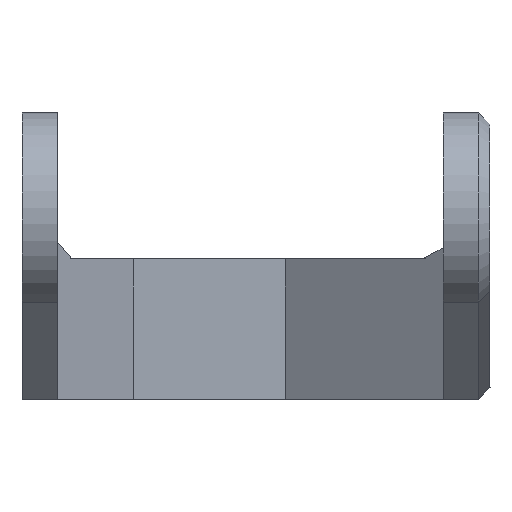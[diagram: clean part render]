
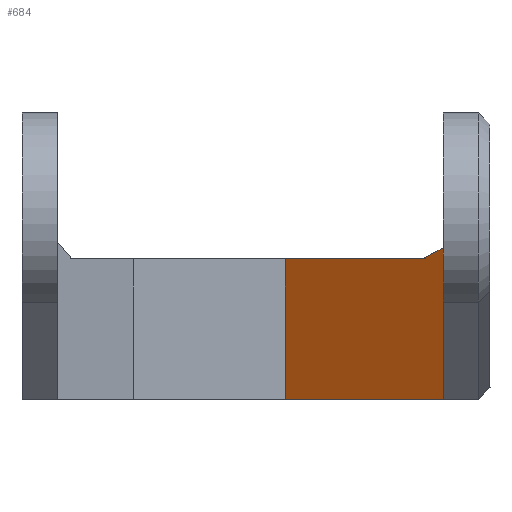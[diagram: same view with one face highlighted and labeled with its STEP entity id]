
A CAD part, left-side view. The second image highlights one B-rep face of the part: STEP entity #684.
In plain terms, the highlighted planar face has unit normal (-0.826, 0.564, 0).
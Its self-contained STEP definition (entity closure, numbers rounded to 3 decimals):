
#45=FACE_OUTER_BOUND('',#83,.T.);
#83=EDGE_LOOP('',(#538,#539,#540,#541,#542));
#150=LINE('',#1020,#223);
#167=LINE('',#1052,#240);
#176=LINE('',#1085,#249);
#183=LINE('',#1098,#256);
#184=LINE('',#1105,#257);
#223=VECTOR('',#814,1.);
#240=VECTOR('',#833,1.);
#249=VECTOR('',#866,1.);
#256=VECTOR('',#879,10.);
#257=VECTOR('',#888,1.);
#296=VERTEX_POINT('',#1017);
#297=VERTEX_POINT('',#1019);
#305=VERTEX_POINT('',#1038);
#311=VERTEX_POINT('',#1050);
#323=VERTEX_POINT('',#1084);
#366=EDGE_CURVE('',#297,#296,#150,.T.);
#383=EDGE_CURVE('',#311,#305,#167,.T.);
#399=EDGE_CURVE('',#305,#323,#176,.T.);
#406=EDGE_CURVE('',#296,#323,#183,.T.);
#410=EDGE_CURVE('',#297,#311,#184,.T.);
#538=ORIENTED_EDGE('',*,*,#366,.T.);
#539=ORIENTED_EDGE('',*,*,#406,.T.);
#540=ORIENTED_EDGE('',*,*,#399,.F.);
#541=ORIENTED_EDGE('',*,*,#383,.F.);
#542=ORIENTED_EDGE('',*,*,#410,.F.);
#656=PLANE('',#746);
#684=ADVANCED_FACE('',(#45),#656,.T.);
#746=AXIS2_PLACEMENT_3D('',#1104,#886,#887);
#814=DIRECTION('',(-0.564,-0.826,0.));
#833=DIRECTION('',(-0.564,-0.826,0.));
#866=DIRECTION('',(-0.517,-0.756,0.402));
#879=DIRECTION('',(0.,0.,1.));
#886=DIRECTION('center_axis',(-0.826,0.564,0.));
#887=DIRECTION('ref_axis',(0.564,0.826,0.));
#888=DIRECTION('',(0.,0.,1.));
#1017=CARTESIAN_POINT('',(64.775,-46.,-9.));
#1019=CARTESIAN_POINT('',(74.,-32.5,-9.));
#1020=CARTESIAN_POINT('',(61.737,-50.447,-9.));
#1038=CARTESIAN_POINT('',(66.,-44.208,3.));
#1050=CARTESIAN_POINT('',(74.,-32.5,3.));
#1052=CARTESIAN_POINT('',(62.532,-49.282,3.));
#1084=CARTESIAN_POINT('',(64.775,-46.,3.952));
#1085=CARTESIAN_POINT('',(62.526,-49.292,5.7));
#1098=CARTESIAN_POINT('',(64.775,-46.,-20.));
#1104=CARTESIAN_POINT('Origin',(64.092,-47.,-20.));
#1105=CARTESIAN_POINT('',(74.,-32.5,-20.));
